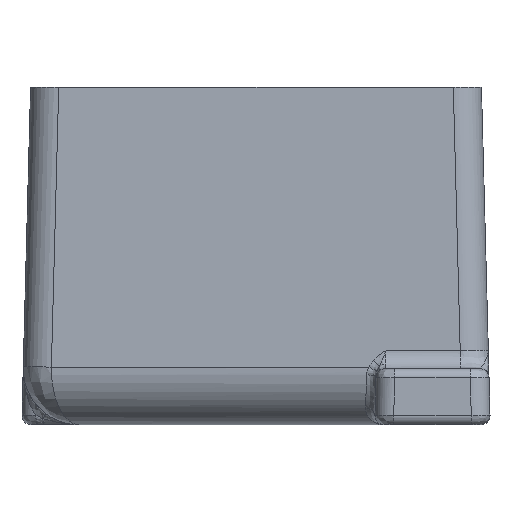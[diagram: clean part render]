
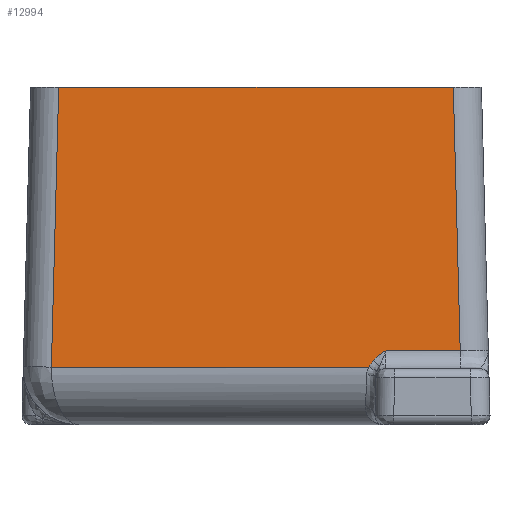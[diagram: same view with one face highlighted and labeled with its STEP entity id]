
A CAD part, left-side view. The second image highlights one B-rep face of the part: STEP entity #12994.
In plain terms, the highlighted planar face has unit normal (-1, 0, 0.026).
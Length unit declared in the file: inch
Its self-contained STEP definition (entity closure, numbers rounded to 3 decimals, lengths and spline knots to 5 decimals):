
#329=B_SPLINE_CURVE_WITH_KNOTS('',3,(#17248,#17249,#17250,#17251),
 .UNSPECIFIED.,.F.,.F.,(4,4),(0.,0.13865),.UNSPECIFIED.);
#330=B_SPLINE_CURVE_WITH_KNOTS('',3,(#17253,#17254,#17255,#17256,#17257,
#17258,#17259,#17260),.UNSPECIFIED.,.F.,.F.,(4,2,1,1,4),(-0.27288,
-0.27196,-0.10878,-0.05439,0.),
 .UNSPECIFIED.);
#1620=LINE('',#17107,#2715);
#1651=LINE('',#17221,#2746);
#1653=LINE('',#17244,#2748);
#1654=LINE('',#17246,#2749);
#1655=LINE('',#17261,#2750);
#2715=VECTOR('',#14539,2.6284);
#2746=VECTOR('',#14636,1.75447);
#2748=VECTOR('',#14642,1.86646);
#2749=VECTOR('',#14643,2.11491);
#2750=VECTOR('',#14644,0.49397);
#3815=PLANE('',#13784);
#4262=FACE_OUTER_BOUND('',#5023,.T.);
#5023=EDGE_LOOP('',(#9227,#9228,#9229,#9230,#9231,#9232,#9233));
#6039=VERTEX_POINT('',#17104);
#6040=VERTEX_POINT('',#17106);
#6082=VERTEX_POINT('',#17220);
#6087=VERTEX_POINT('',#17243);
#6088=VERTEX_POINT('',#17245);
#6089=VERTEX_POINT('',#17247);
#6090=VERTEX_POINT('',#17252);
#7251=EDGE_CURVE('',#6040,#6039,#1620,.T.);
#7305=EDGE_CURVE('',#6040,#6082,#1651,.T.);
#7311=EDGE_CURVE('',#6087,#6039,#1653,.T.);
#7312=EDGE_CURVE('',#6088,#6087,#1654,.T.);
#7313=EDGE_CURVE('',#6089,#6088,#329,.T.);
#7314=EDGE_CURVE('',#6090,#6089,#330,.T.);
#7315=EDGE_CURVE('',#6082,#6090,#1655,.T.);
#9227=ORIENTED_EDGE('',*,*,#7251,.T.);
#9228=ORIENTED_EDGE('',*,*,#7311,.F.);
#9229=ORIENTED_EDGE('',*,*,#7312,.F.);
#9230=ORIENTED_EDGE('',*,*,#7313,.F.);
#9231=ORIENTED_EDGE('',*,*,#7314,.F.);
#9232=ORIENTED_EDGE('',*,*,#7315,.F.);
#9233=ORIENTED_EDGE('',*,*,#7305,.F.);
#12994=ADVANCED_FACE('',(#4262),#3815,.T.);
#13784=AXIS2_PLACEMENT_3D('',#17242,#14640,#14641);
#14539=DIRECTION('',(0.,1.,0.));
#14636=DIRECTION('',(-0.026,-0.026,-0.999));
#14640=DIRECTION('center_axis',(-1.,0.,0.026));
#14641=DIRECTION('ref_axis',(0.,1.,0.));
#14642=DIRECTION('',(0.026,-0.026,0.999));
#14643=DIRECTION('',(0.,1.,0.));
#14644=DIRECTION('',(0.,1.,0.));
#17104=CARTESIAN_POINT('',(-2.31414,1.3142,-0.0625));
#17106=CARTESIAN_POINT('',(-2.31414,-1.3142,-0.0625));
#17107=CARTESIAN_POINT('',(-2.31414,-0.75,-0.0625));
#17220=CARTESIAN_POINT('',(-2.36005,-1.36011,-1.81577));
#17221=CARTESIAN_POINT('',(-2.31104,-1.31111,0.05557));
#17242=CARTESIAN_POINT('Origin',(-2.3125,-1.5,0.));
#17243=CARTESIAN_POINT('',(-2.36298,1.36304,-1.92768));
#17244=CARTESIAN_POINT('',(-2.3116,1.31167,0.03432));
#17245=CARTESIAN_POINT('',(-2.36298,-0.75187,-1.92768));
#17246=CARTESIAN_POINT('',(-2.36298,-0.75,-1.92768));
#17247=CARTESIAN_POINT('',(-2.3618,-0.78242,-1.88269));
#17248=CARTESIAN_POINT('Ctrl Pts',(-2.3618,-0.78242,
-1.88269));
#17249=CARTESIAN_POINT('Ctrl Pts',(-2.36215,-0.77026,
-1.89622));
#17250=CARTESIAN_POINT('Ctrl Pts',(-2.36255,-0.75973,
-1.91128));
#17251=CARTESIAN_POINT('Ctrl Pts',(-2.36298,-0.75187,
-1.92768));
#17252=CARTESIAN_POINT('',(-2.36005,-0.86614,-1.81577));
#17253=CARTESIAN_POINT('Ctrl Pts',(-2.36005,-0.86614,
-1.81577));
#17254=CARTESIAN_POINT('Ctrl Pts',(-2.36005,-0.86604,
-1.81584));
#17255=CARTESIAN_POINT('Ctrl Pts',(-2.36005,-0.86594,
-1.81591));
#17256=CARTESIAN_POINT('Ctrl Pts',(-2.36036,-0.84805,
-1.82788));
#17257=CARTESIAN_POINT('Ctrl Pts',(-2.36078,-0.82431,
-1.84381));
#17258=CARTESIAN_POINT('Ctrl Pts',(-2.36139,-0.79723,
-1.86722));
#17259=CARTESIAN_POINT('Ctrl Pts',(-2.36166,-0.78719,
-1.87738));
#17260=CARTESIAN_POINT('Ctrl Pts',(-2.3618,-0.78242,
-1.88269));
#17261=CARTESIAN_POINT('',(-2.36005,-1.5,-1.81577));
